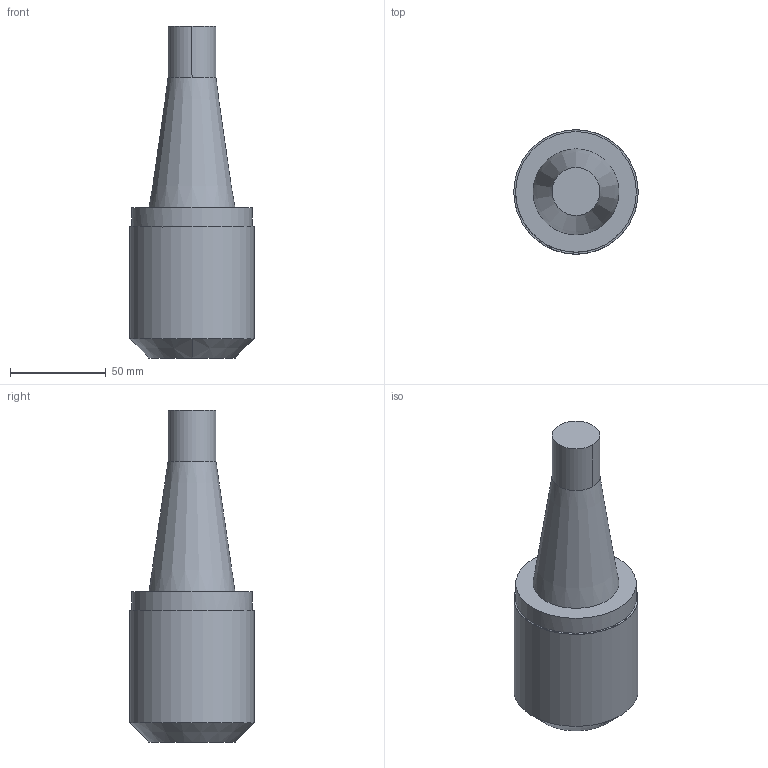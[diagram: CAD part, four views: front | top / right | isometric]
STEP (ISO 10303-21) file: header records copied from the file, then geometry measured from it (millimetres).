
FILE_DESCRIPTION(/* description */ (''),/* implementation_level */ '2;1');
FILE_NAME(/* name */ '2080.40-W.25.080.stp',/* time_stamp */ '2024-06-23T16:27:55+02:00',/* author */ (''),/* organization */ (''),/* preprocessor_version */ 'ST-DEVELOPER v16.7',/* originating_system */ 'SIEMENS PLM Software NX 12.0',/* authorisation */ '');
FILE_SCHEMA (('AUTOMOTIVE_DESIGN { 1 0 10303 214 3 1 1 1 }'));
Length unit declared in the file: millimetre
Products named in the file (1): pf660F5CA0AEj84l
Bounding box: 65 x 65 x 173.4 mm (x, y, z)
Volume: 329431.9 mm3; surface area: 29958.2 mm2
Topology: 1 solids, 1 shells, 11 faces, 24 edges, 16 vertices
Faces by surface type: cylinder 4, plane 3, cone 3, torus 1
Full cylindrical faces by diameter (mm): 63 x1, 65 x1
Entity records: 391 total; most frequent: DIRECTION 68, CARTESIAN_POINT 59, ORIENTED_EDGE 48, AXIS2_PLACEMENT_3D 29, EDGE_CURVE 24, VERTEX_POINT 20, EDGE_LOOP 16, CIRCLE 14
